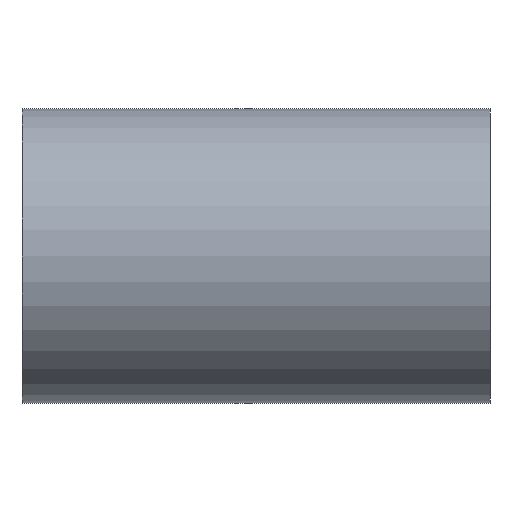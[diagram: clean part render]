
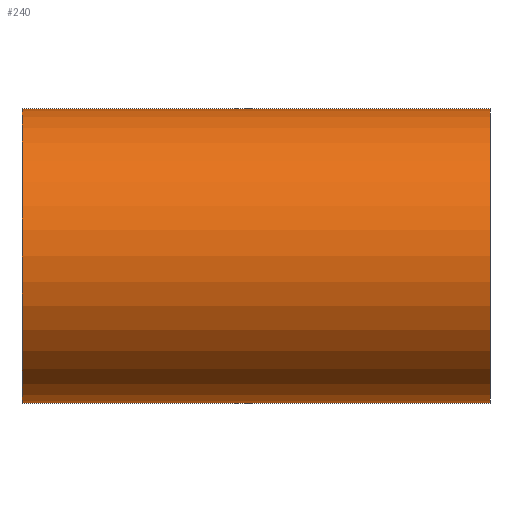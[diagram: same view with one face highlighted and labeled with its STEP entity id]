
A CAD part, front view. The second image highlights one B-rep face of the part: STEP entity #240.
In plain terms, the highlighted cylindrical face has radius 31.5 mm (diameter 63 mm), a partial arc.
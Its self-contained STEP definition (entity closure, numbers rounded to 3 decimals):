
#4 = AXIS2_PLACEMENT_3D ( 'NONE', #134, #122, #68 ) ;
#6 = EDGE_CURVE ( 'NONE', #206, #198, #194, .T. ) ;
#34 = AXIS2_PLACEMENT_3D ( 'NONE', #110, #83, #61 ) ;
#37 = AXIS2_PLACEMENT_3D ( 'NONE', #109, #94, #59 ) ;
#41 = EDGE_CURVE ( 'NONE', #203, #206, #187, .T. ) ;
#48 = EDGE_CURVE ( 'NONE', #145, #198, #182, .T. ) ;
#49 = EDGE_CURVE ( 'NONE', #203, #145, #181, .T. ) ;
#59 = DIRECTION ( 'NONE',  ( 0., 0., 1. ) ) ;
#60 = CARTESIAN_POINT ( 'NONE',  ( -50., 0., 31.5 ) ) ;
#61 = DIRECTION ( 'NONE',  ( 0., 0., -1. ) ) ;
#68 = DIRECTION ( 'NONE',  ( 0., 0., -1. ) ) ;
#74 = CARTESIAN_POINT ( 'NONE',  ( 50., 0., 31.5 ) ) ;
#83 = DIRECTION ( 'NONE',  ( 1., 0., 0. ) ) ;
#85 = CARTESIAN_POINT ( 'NONE',  ( 50., 0., 31.5 ) ) ;
#94 = DIRECTION ( 'NONE',  ( -1., 0., 0. ) ) ;
#106 = DIRECTION ( 'NONE',  ( -1., 0., 0. ) ) ;
#108 = CARTESIAN_POINT ( 'NONE',  ( -50., 0., -31.5 ) ) ;
#109 = CARTESIAN_POINT ( 'NONE',  ( 50., 0., 0. ) ) ;
#110 = CARTESIAN_POINT ( 'NONE',  ( -50., 0., 0. ) ) ;
#112 = DIRECTION ( 'NONE',  ( -1., 0., 0. ) ) ;
#113 = CARTESIAN_POINT ( 'NONE',  ( 50., 0., -31.5 ) ) ;
#122 = DIRECTION ( 'NONE',  ( 1., 0., 0. ) ) ;
#130 = CARTESIAN_POINT ( 'NONE',  ( 50., 0., -31.5 ) ) ;
#134 = CARTESIAN_POINT ( 'NONE',  ( 50., 0., 0. ) ) ;
#145 = VERTEX_POINT ( 'NONE', #113 ) ;
#170 = CYLINDRICAL_SURFACE ( 'NONE', #37, 31.5 ) ;
#176 = VECTOR ( 'NONE', #106, 1000. ) ;
#181 = CIRCLE ( 'NONE', #4, 31.5 ) ;
#182 = LINE ( 'NONE', #130, #176 ) ;
#184 = VECTOR ( 'NONE', #112, 1000. ) ;
#186 = FACE_OUTER_BOUND ( 'NONE', #215, .T. ) ;
#187 = LINE ( 'NONE', #85, #184 ) ;
#194 = CIRCLE ( 'NONE', #34, 31.5 ) ;
#198 = VERTEX_POINT ( 'NONE', #108 ) ;
#203 = VERTEX_POINT ( 'NONE', #74 ) ;
#206 = VERTEX_POINT ( 'NONE', #60 ) ;
#215 = EDGE_LOOP ( 'NONE', ( #226, #234, #228, #222 ) ) ;
#222 = ORIENTED_EDGE ( 'NONE', *, *, #6, .T. ) ;
#226 = ORIENTED_EDGE ( 'NONE', *, *, #48, .F. ) ;
#228 = ORIENTED_EDGE ( 'NONE', *, *, #41, .T. ) ;
#234 = ORIENTED_EDGE ( 'NONE', *, *, #49, .F. ) ;
#240 = ADVANCED_FACE ( 'NONE', ( #186 ), #170, .T. ) ;
